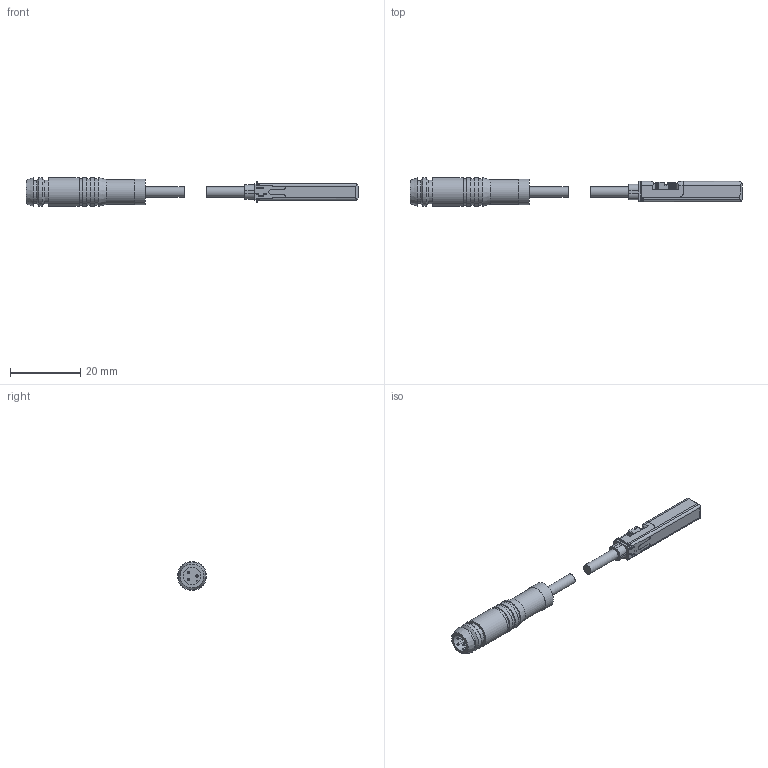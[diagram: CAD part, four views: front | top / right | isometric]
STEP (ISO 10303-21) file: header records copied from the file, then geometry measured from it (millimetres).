
FILE_DESCRIPTION( ( 'STEP AP203' ), '1' );
FILE_NAME( 'SICK MZT7-03VPS-KP0-Order no.1070814.stp', '2018-12-17T14:05:46', ( '' ), ( '' ), ' ', 'PARTsolutions', ' ' );
FILE_SCHEMA( ( 'CONFIG_CONTROL_DESIGN' ) );
Length unit declared in the file: millimetre
Products named in the file (4): SICK MZT7-03VPS-KP0-Order no.1070814; _SICK MZT7-03VPS-KP0-Bestell-Nr.10708141; _SICK MZT7-03VPS-KP0-Bestell-Nr.10708142; _SICK MZT7-03VPS-KP0-Bestell-Nr.10708143
Assembly tree (3 placements, depth 2):
  SICK MZT7-03VPS-KP0-Order no.1070814
    _SICK MZT7-03VPS-KP0-Bestell-Nr.10708141
    _SICK MZT7-03VPS-KP0-Bestell-Nr.10708142
    _SICK MZT7-03VPS-KP0-Bestell-Nr.10708143
Bounding box: 94.5 x 8.2 x 8.2 mm (x, y, z)
Volume: 2418 mm3; surface area: 2183.5 mm2
Topology: 3 solids, 3 shells, 343 faces, 930 edges, 616 vertices
Faces by surface type: plane 206, cylinder 125, bspline 6, cone 4, torus 2
Full cylindrical faces by diameter (mm): 0.6 x3, 1.47 x1, 1.6 x1, 2.5 x1, 2.9 x2, 6.5 x1, 6.7 x1, 7 x1, 7.4 x1, 7.5 x3, 8 x1, 8.2 x3
Entity records: 11014 total; most frequent: CARTESIAN_POINT 2172, DIRECTION 1823, ORIENTED_EDGE 1800, EDGE_CURVE 900, AXIS2_PLACEMENT_3D 618, VERTEX_POINT 611, LINE 587, VECTOR 587
